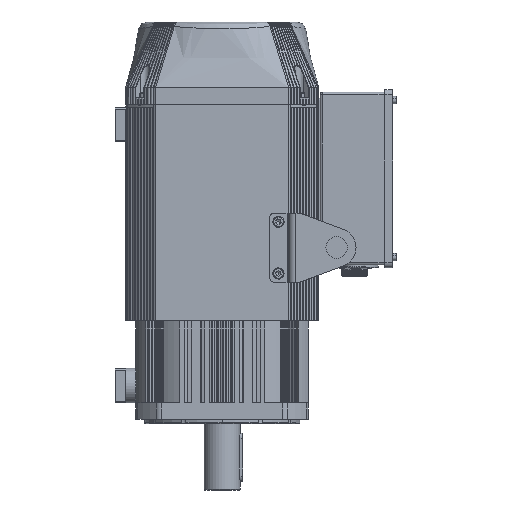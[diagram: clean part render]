
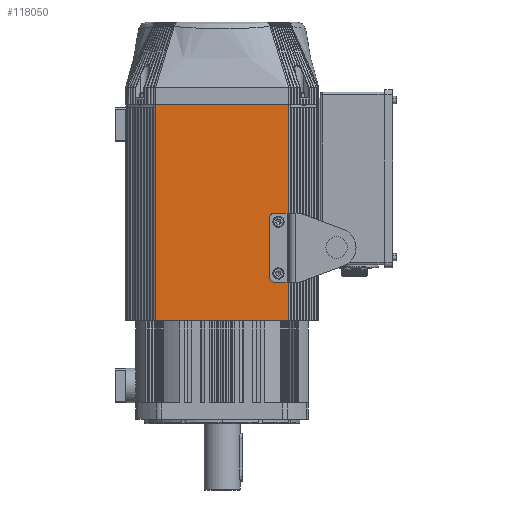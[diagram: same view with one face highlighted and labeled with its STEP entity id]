
A CAD part, left-side view. The second image highlights one B-rep face of the part: STEP entity #118050.
In plain terms, the highlighted planar face has unit normal (-1, 0, 0).
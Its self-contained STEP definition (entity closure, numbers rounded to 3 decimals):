
#6507 = CARTESIAN_POINT ( 'NONE',  ( -112., -60.25, 156. ) ) ;
#7106 = EDGE_CURVE ( 'NONE', #135937, #90267, #34285, .T. ) ;
#10368 = CARTESIAN_POINT ( 'NONE',  ( -112., -55.25, 81. ) ) ;
#11017 = VERTEX_POINT ( 'NONE', #89163 ) ;
#12862 = VERTEX_POINT ( 'NONE', #6507 ) ;
#14283 = ORIENTED_EDGE ( 'NONE', *, *, #16369, .F. ) ;
#14845 = ORIENTED_EDGE ( 'NONE', *, *, #146631, .T. ) ;
#16369 = EDGE_CURVE ( 'NONE', #147862, #135937, #29717, .T. ) ;
#17560 = EDGE_LOOP ( 'NONE', ( #72685, #66545, #131790, #106819 ) ) ;
#20169 = VECTOR ( 'NONE', #58945, 1000. ) ;
#20396 = DIRECTION ( 'NONE',  ( 0., 1., 0. ) ) ;
#22388 = VERTEX_POINT ( 'NONE', #97098 ) ;
#25953 = VECTOR ( 'NONE', #20396, 1000. ) ;
#29717 = LINE ( 'NONE', #67377, #38467 ) ;
#32181 = CARTESIAN_POINT ( 'NONE',  ( -112., -72.902, -285.784 ) ) ;
#34285 = CIRCLE ( 'NONE', #118598, 5. ) ;
#38467 = VECTOR ( 'NONE', #136060, 1000. ) ;
#39124 = CARTESIAN_POINT ( 'NONE',  ( -112., -74.516, 156. ) ) ;
#40808 = CARTESIAN_POINT ( 'NONE',  ( -112., -77.149, 281.5 ) ) ;
#41863 = CARTESIAN_POINT ( 'NONE',  ( -112., 77.149, -68. ) ) ;
#46458 = FACE_BOUND ( 'NONE', #70429, .T. ) ;
#46505 = VERTEX_POINT ( 'NONE', #76264 ) ;
#48948 = VERTEX_POINT ( 'NONE', #146639 ) ;
#50288 = VERTEX_POINT ( 'NONE', #57633 ) ;
#52045 = DIRECTION ( 'NONE',  ( 0., -1., 0. ) ) ;
#53051 = DIRECTION ( 'NONE',  ( 0., 0., -1. ) ) ;
#53498 = EDGE_CURVE ( 'NONE', #50288, #12862, #96436, .T. ) ;
#57633 = CARTESIAN_POINT ( 'NONE',  ( -112., -75.25, 156. ) ) ;
#57708 = CARTESIAN_POINT ( 'NONE',  ( -112., -77.149, 281.5 ) ) ;
#57726 = CARTESIAN_POINT ( 'NONE',  ( -112., -75.25, 81. ) ) ;
#58945 = DIRECTION ( 'NONE',  ( 0., 0., 1. ) ) ;
#63353 = EDGE_CURVE ( 'NONE', #48948, #46505, #119978, .T. ) ;
#63944 = VECTOR ( 'NONE', #117280, 1000. ) ;
#64387 = ORIENTED_EDGE ( 'NONE', *, *, #7106, .F. ) ;
#64399 = CIRCLE ( 'NONE', #83664, 5. ) ;
#64449 = EDGE_CURVE ( 'NONE', #46505, #148682, #114794, .T. ) ;
#65107 = CARTESIAN_POINT ( 'NONE',  ( -112., -60.25, 81. ) ) ;
#65529 = VECTOR ( 'NONE', #52045, 1000. ) ;
#65673 = CARTESIAN_POINT ( 'NONE',  ( -112., -60.25, 76. ) ) ;
#66545 = ORIENTED_EDGE ( 'NONE', *, *, #64449, .T. ) ;
#66858 = PLANE ( 'NONE',  #104560 ) ;
#67377 = CARTESIAN_POINT ( 'NONE',  ( -112., -55.25, 151. ) ) ;
#70429 = EDGE_LOOP ( 'NONE', ( #124292, #64387, #14283, #135794, #148925, #14845 ) ) ;
#71472 = EDGE_CURVE ( 'NONE', #12862, #147862, #64399, .T. ) ;
#71979 = EDGE_CURVE ( 'NONE', #148682, #11017, #123775, .T. ) ;
#72685 = ORIENTED_EDGE ( 'NONE', *, *, #63353, .T. ) ;
#73805 = DIRECTION ( 'NONE',  ( 0., 1., 0. ) ) ;
#76264 = CARTESIAN_POINT ( 'NONE',  ( -112., -77.149, 31. ) ) ;
#78920 = DIRECTION ( 'NONE',  ( -1., 0., 0. ) ) ;
#83664 = AXIS2_PLACEMENT_3D ( 'NONE', #89979, #124712, #136025 ) ;
#85248 = DIRECTION ( 'NONE',  ( 0., -1., 0. ) ) ;
#89163 = CARTESIAN_POINT ( 'NONE',  ( -112., 77.149, 281.5 ) ) ;
#89979 = CARTESIAN_POINT ( 'NONE',  ( -112., -60.25, 151. ) ) ;
#90267 = VERTEX_POINT ( 'NONE', #65673 ) ;
#91730 = FACE_OUTER_BOUND ( 'NONE', #17560, .T. ) ;
#93302 = EDGE_CURVE ( 'NONE', #48948, #11017, #108275, .T. ) ;
#96436 = LINE ( 'NONE', #39124, #101195 ) ;
#96557 = CARTESIAN_POINT ( 'NONE',  ( -112., -72.902, 31. ) ) ;
#97098 = CARTESIAN_POINT ( 'NONE',  ( -112., -75.25, 76. ) ) ;
#99933 = DIRECTION ( 'NONE',  ( 0., 0., 1. ) ) ;
#100709 = CARTESIAN_POINT ( 'NONE',  ( -112., -55.25, 151. ) ) ;
#101195 = VECTOR ( 'NONE', #73805, 1000. ) ;
#104560 = AXIS2_PLACEMENT_3D ( 'NONE', #32181, #78920, #137776 ) ;
#106819 = ORIENTED_EDGE ( 'NONE', *, *, #93302, .F. ) ;
#108275 = LINE ( 'NONE', #41863, #132580 ) ;
#114794 = LINE ( 'NONE', #138203, #20169 ) ;
#117280 = DIRECTION ( 'NONE',  ( 0., 0., -1. ) ) ;
#118050 = ADVANCED_FACE ( 'NONE', ( #46458, #91730 ), #66858, .T. ) ;
#118598 = AXIS2_PLACEMENT_3D ( 'NONE', #65107, #133068, #53051 ) ;
#119978 = LINE ( 'NONE', #96557, #128343 ) ;
#122943 = LINE ( 'NONE', #132801, #65529 ) ;
#123775 = LINE ( 'NONE', #40808, #25953 ) ;
#124292 = ORIENTED_EDGE ( 'NONE', *, *, #131820, .F. ) ;
#124712 = DIRECTION ( 'NONE',  ( -1., 0., 0. ) ) ;
#126410 = LINE ( 'NONE', #57726, #63944 ) ;
#128343 = VECTOR ( 'NONE', #85248, 1000. ) ;
#131790 = ORIENTED_EDGE ( 'NONE', *, *, #71979, .T. ) ;
#131820 = EDGE_CURVE ( 'NONE', #90267, #22388, #122943, .T. ) ;
#132580 = VECTOR ( 'NONE', #99933, 1000. ) ;
#132801 = CARTESIAN_POINT ( 'NONE',  ( -112., -60.25, 76. ) ) ;
#133068 = DIRECTION ( 'NONE',  ( -1., 0., 0. ) ) ;
#135794 = ORIENTED_EDGE ( 'NONE', *, *, #71472, .F. ) ;
#135937 = VERTEX_POINT ( 'NONE', #10368 ) ;
#136025 = DIRECTION ( 'NONE',  ( 0., 0., -1. ) ) ;
#136060 = DIRECTION ( 'NONE',  ( 0., 0., -1. ) ) ;
#137776 = DIRECTION ( 'NONE',  ( 0., -1., 0. ) ) ;
#138203 = CARTESIAN_POINT ( 'NONE',  ( -112., -77.149, -68. ) ) ;
#146631 = EDGE_CURVE ( 'NONE', #50288, #22388, #126410, .T. ) ;
#146639 = CARTESIAN_POINT ( 'NONE',  ( -112., 77.149, 31. ) ) ;
#147862 = VERTEX_POINT ( 'NONE', #100709 ) ;
#148682 = VERTEX_POINT ( 'NONE', #57708 ) ;
#148925 = ORIENTED_EDGE ( 'NONE', *, *, #53498, .F. ) ;
